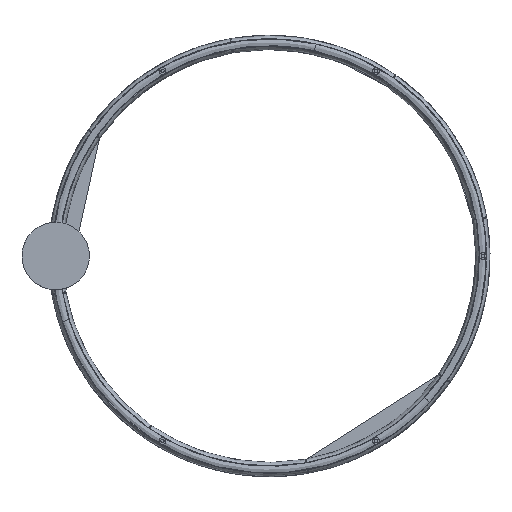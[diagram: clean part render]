
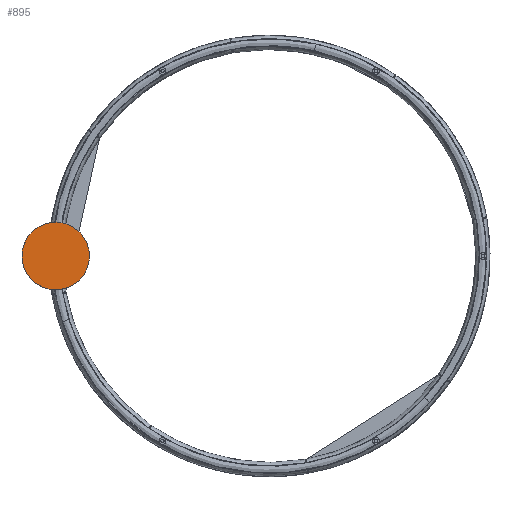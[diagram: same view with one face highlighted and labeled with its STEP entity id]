
A CAD part, top view. The second image highlights one B-rep face of the part: STEP entity #895.
In plain terms, the highlighted planar face has unit normal (0, 0, 1).
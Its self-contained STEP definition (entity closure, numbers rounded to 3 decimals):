
#895=ADVANCED_FACE($,(#1473),#9097,.T.);
#1473=FACE_OUTER_BOUND($,#2067,.T.);
#2067=EDGE_LOOP($,(#5424,#5425));
#5424=ORIENTED_EDGE($,*,*,#7439,.T.);
#5425=ORIENTED_EDGE($,*,*,#7440,.T.);
#7439=EDGE_CURVE($,#8839,#8840,#10556,.T.);
#7440=EDGE_CURVE($,#8840,#8839,#10557,.T.);
#8839=VERTEX_POINT($,#33966);
#8840=VERTEX_POINT($,#33967);
#9097=PLANE($,#11655);
#10556=B_SPLINE_CURVE_WITH_KNOTS($,3,(#33819,#33820,#33821,#33822,#33823,
#33824,#33825,#33826,#33827,#33828,#33829,#33830),.UNSPECIFIED.,.F.,.F.,
(4,1,1,1,1,1,1,1,1,4),(-740.938,-718.712,-696.486,
-648.321,-600.156,-555.704,-511.251,
-463.086,-414.922,-370.469),.UNSPECIFIED.);
#10557=B_SPLINE_CURVE_WITH_KNOTS($,3,(#33831,#33832,#33833,#33834,#33835,
#33836,#33837,#33838,#33839,#33840,#33841,#33842),.UNSPECIFIED.,.F.,.F.,
(4,1,1,1,1,1,1,1,1,4),(-370.469,-326.017,-277.852,
-229.687,-185.235,-140.782,-92.617,
-44.453,-22.226,0.),.UNSPECIFIED.);
#11655=AXIS2_PLACEMENT_3D($,#33868,#11915,$);
#11915=DIRECTION($,(0.,0.,1.));
#33819=CARTESIAN_POINT($,(3842.397,-1864.22,75.25));
#33820=CARTESIAN_POINT($,(3838.176,-1870.338,75.25));
#33821=CARTESIAN_POINT($,(3830.895,-1883.373,75.25));
#33822=CARTESIAN_POINT($,(3821.054,-1912.888,75.25));
#33823=CARTESIAN_POINT($,(3820.137,-1953.353,75.25));
#33824=CARTESIAN_POINT($,(3838.224,-1997.889,75.25));
#33825=CARTESIAN_POINT($,(3870.989,-2031.105,75.25));
#33826=CARTESIAN_POINT($,(3913.677,-2049.939,75.25));
#33827=CARTESIAN_POINT($,(3961.732,-2051.034,75.25));
#33828=CARTESIAN_POINT($,(4006.266,-2032.945,75.25));
#33829=CARTESIAN_POINT($,(4028.711,-2010.807,75.25));
#33830=CARTESIAN_POINT($,(4037.151,-1998.572,75.25));
#33831=CARTESIAN_POINT($,(4037.151,-1998.572,75.25));
#33832=CARTESIAN_POINT($,(4045.591,-1986.337,75.25));
#33833=CARTESIAN_POINT($,(4058.317,-1957.493,75.25));
#33834=CARTESIAN_POINT($,(4059.412,-1909.438,75.25));
#33835=CARTESIAN_POINT($,(4041.323,-1864.903,75.25));
#33836=CARTESIAN_POINT($,(4008.559,-1831.687,75.25));
#33837=CARTESIAN_POINT($,(3965.871,-1812.852,75.25));
#33838=CARTESIAN_POINT($,(3917.815,-1811.76,75.25));
#33839=CARTESIAN_POINT($,(3880.313,-1826.986,75.25));
#33840=CARTESIAN_POINT($,(3856.216,-1846.667,75.25));
#33841=CARTESIAN_POINT($,(3846.617,-1858.103,75.25));
#33842=CARTESIAN_POINT($,(3842.397,-1864.22,75.25));
#33868=CARTESIAN_POINT($,(3819.115,-2052.053,75.25));
#33966=CARTESIAN_POINT($,(3842.397,-1864.22,75.25));
#33967=CARTESIAN_POINT($,(4037.151,-1998.572,75.25));
